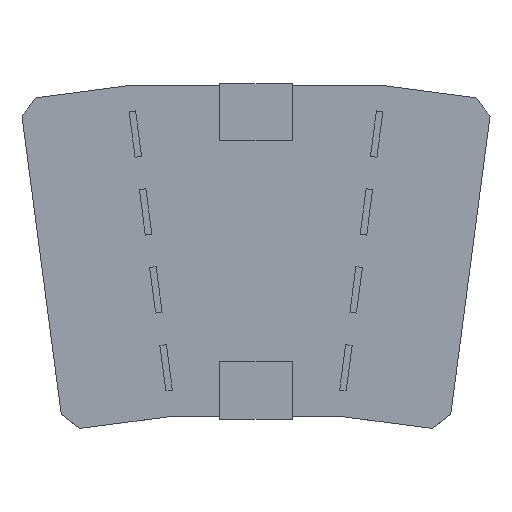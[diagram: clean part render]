
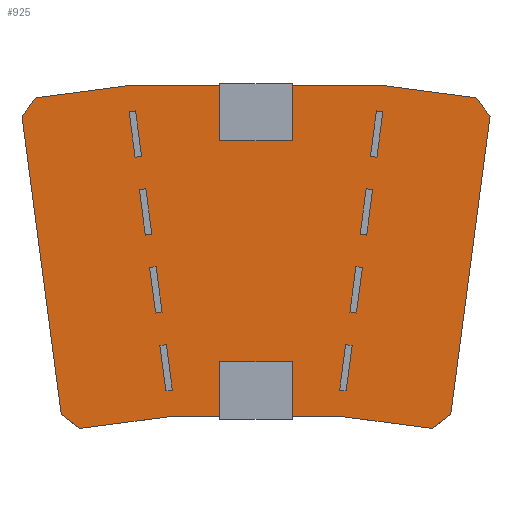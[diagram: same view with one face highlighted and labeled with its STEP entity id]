
A CAD part, top view. The second image highlights one B-rep face of the part: STEP entity #925.
In plain terms, the highlighted planar face has unit normal (0, 0, 1).
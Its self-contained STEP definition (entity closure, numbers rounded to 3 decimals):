
#59=FACE_OUTER_BOUND('',#105,.T.);
#105=EDGE_LOOP('',(#739,#740,#741,#742,#743,#744,#745,#746,#747,#748,#749,
#750));
#165=LINE('',#1340,#301);
#168=LINE('',#1346,#304);
#172=LINE('',#1353,#308);
#174=LINE('',#1358,#310);
#177=LINE('',#1364,#313);
#186=LINE('',#1382,#322);
#188=LINE('',#1386,#324);
#190=LINE('',#1390,#326);
#192=LINE('',#1394,#328);
#194=LINE('',#1398,#330);
#196=LINE('',#1402,#332);
#198=LINE('',#1405,#334);
#301=VECTOR('',#1084,1.);
#304=VECTOR('',#1089,1.);
#308=VECTOR('',#1095,1.);
#310=VECTOR('',#1099,1.);
#313=VECTOR('',#1104,1.);
#322=VECTOR('',#1117,1.);
#324=VECTOR('',#1121,1.);
#326=VECTOR('',#1125,1.);
#328=VECTOR('',#1129,1.);
#330=VECTOR('',#1133,1.);
#332=VECTOR('',#1137,1.);
#334=VECTOR('',#1141,10.);
#437=VERTEX_POINT('',#1337);
#438=VERTEX_POINT('',#1339);
#440=VERTEX_POINT('',#1344);
#442=VERTEX_POINT('',#1351);
#444=VERTEX_POINT('',#1356);
#446=VERTEX_POINT('',#1362);
#453=VERTEX_POINT('',#1381);
#454=VERTEX_POINT('',#1385);
#455=VERTEX_POINT('',#1389);
#456=VERTEX_POINT('',#1393);
#457=VERTEX_POINT('',#1397);
#458=VERTEX_POINT('',#1401);
#549=EDGE_CURVE('',#437,#438,#165,.T.);
#552=EDGE_CURVE('',#440,#437,#168,.T.);
#556=EDGE_CURVE('',#442,#440,#172,.T.);
#558=EDGE_CURVE('',#442,#444,#174,.T.);
#561=EDGE_CURVE('',#446,#444,#177,.T.);
#570=EDGE_CURVE('',#438,#453,#186,.T.);
#572=EDGE_CURVE('',#454,#453,#188,.T.);
#574=EDGE_CURVE('',#455,#454,#190,.T.);
#576=EDGE_CURVE('',#456,#455,#192,.T.);
#578=EDGE_CURVE('',#457,#446,#194,.F.);
#580=EDGE_CURVE('',#456,#458,#196,.T.);
#582=EDGE_CURVE('',#457,#458,#198,.T.);
#739=ORIENTED_EDGE('',*,*,#570,.F.);
#740=ORIENTED_EDGE('',*,*,#549,.F.);
#741=ORIENTED_EDGE('',*,*,#552,.F.);
#742=ORIENTED_EDGE('',*,*,#556,.F.);
#743=ORIENTED_EDGE('',*,*,#558,.T.);
#744=ORIENTED_EDGE('',*,*,#561,.F.);
#745=ORIENTED_EDGE('',*,*,#578,.F.);
#746=ORIENTED_EDGE('',*,*,#582,.T.);
#747=ORIENTED_EDGE('',*,*,#580,.F.);
#748=ORIENTED_EDGE('',*,*,#576,.T.);
#749=ORIENTED_EDGE('',*,*,#574,.T.);
#750=ORIENTED_EDGE('',*,*,#572,.T.);
#879=PLANE('',#1004);
#925=ADVANCED_FACE('',(#59),#879,.F.);
#1004=AXIS2_PLACEMENT_3D('',#1404,#1139,#1140);
#1084=DIRECTION('',(0.991,0.131,0.));
#1089=DIRECTION('',(0.609,0.793,0.));
#1095=DIRECTION('',(-0.131,0.991,0.));
#1099=DIRECTION('',(0.793,-0.609,0.));
#1104=DIRECTION('',(-0.991,-0.131,0.));
#1117=DIRECTION('',(1.,0.,0.));
#1121=DIRECTION('',(-0.991,0.131,0.));
#1125=DIRECTION('',(-0.609,0.793,0.));
#1129=DIRECTION('',(0.131,0.991,0.));
#1133=DIRECTION('',(1.,0.,0.));
#1137=DIRECTION('',(-0.793,-0.609,0.));
#1139=DIRECTION('center_axis',(0.,0.,-1.));
#1140=DIRECTION('ref_axis',(1.,0.,0.));
#1141=DIRECTION('',(0.991,-0.131,0.));
#1337=CARTESIAN_POINT('',(11.644,104.991,0.));
#1339=CARTESIAN_POINT('',(39.008,108.593,0.));
#1340=CARTESIAN_POINT('',(25.326,106.792,0.));
#1344=CARTESIAN_POINT('',(7.339,99.381,0.));
#1346=CARTESIAN_POINT('',(9.492,102.186,0.));
#1351=CARTESIAN_POINT('',(19.331,8.295,0.));
#1353=CARTESIAN_POINT('',(13.335,53.838,0.));
#1356=CARTESIAN_POINT('',(24.941,3.991,0.));
#1358=CARTESIAN_POINT('',(22.136,6.143,0.));
#1362=CARTESIAN_POINT('',(52.305,7.593,0.));
#1364=CARTESIAN_POINT('',(38.623,5.792,0.));
#1381=CARTESIAN_POINT('',(118.602,108.593,0.));
#1382=CARTESIAN_POINT('',(42.746,108.593,0.));
#1385=CARTESIAN_POINT('',(145.965,104.991,0.));
#1386=CARTESIAN_POINT('',(132.284,106.792,0.));
#1389=CARTESIAN_POINT('',(150.27,99.381,0.));
#1390=CARTESIAN_POINT('',(148.118,102.186,0.));
#1393=CARTESIAN_POINT('',(138.278,8.295,0.));
#1394=CARTESIAN_POINT('',(144.274,53.838,0.));
#1397=CARTESIAN_POINT('',(105.305,7.593,0.));
#1398=CARTESIAN_POINT('',(42.746,7.593,0.));
#1401=CARTESIAN_POINT('',(132.669,3.991,0.));
#1402=CARTESIAN_POINT('',(135.474,6.143,0.));
#1404=CARTESIAN_POINT('Origin',(78.805,7.593,0.));
#1405=CARTESIAN_POINT('',(105.305,7.593,0.));
